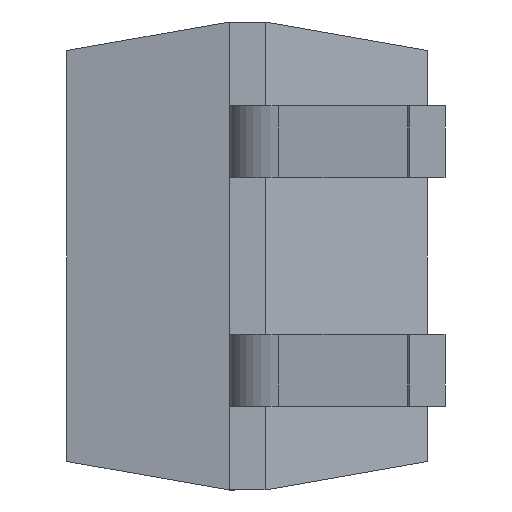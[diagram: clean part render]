
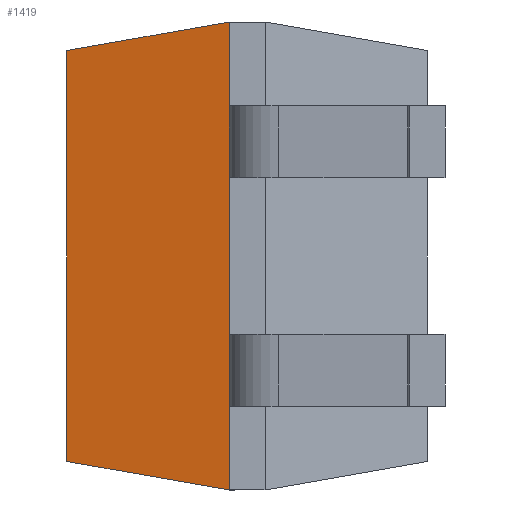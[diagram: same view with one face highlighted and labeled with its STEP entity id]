
A CAD part, left-side view. The second image highlights one B-rep face of the part: STEP entity #1419.
In plain terms, the highlighted planar face has unit normal (-0.985, 0.174, 0).
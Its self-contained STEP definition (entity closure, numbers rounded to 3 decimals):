
#17 = CARTESIAN_POINT ( 'NONE',  ( -2.2, 1.2, -1.82 ) ) ;
#54 = EDGE_LOOP ( 'NONE', ( #1518, #199, #739, #2116 ) ) ;
#66 = VECTOR ( 'NONE', #1339, 1000. ) ;
#199 = ORIENTED_EDGE ( 'NONE', *, *, #473, .T. ) ;
#221 = CARTESIAN_POINT ( 'NONE',  ( -2.2, 1.2, 1.3 ) ) ;
#230 = VERTEX_POINT ( 'NONE', #221 ) ;
#351 = DIRECTION ( 'NONE',  ( 0., 0., 1. ) ) ;
#358 = CARTESIAN_POINT ( 'NONE',  ( -2.041, 2.1, -1.82 ) ) ;
#374 = DIRECTION ( 'NONE',  ( -0.174, -0.985, 0. ) ) ;
#420 = EDGE_CURVE ( 'NONE', #1649, #771, #811, .T. ) ;
#473 = EDGE_CURVE ( 'NONE', #1705, #230, #1091, .T. ) ;
#509 = DIRECTION ( 'NONE',  ( -0.171, -0.97, -0.171 ) ) ;
#614 = VECTOR ( 'NONE', #351, 1000. ) ;
#643 = FACE_OUTER_BOUND ( 'NONE', #54, .T. ) ;
#655 = DIRECTION ( 'NONE',  ( -0.985, 0.174, 0. ) ) ;
#704 = CARTESIAN_POINT ( 'NONE',  ( -2.2, 1.2, 1.3 ) ) ;
#739 = ORIENTED_EDGE ( 'NONE', *, *, #1546, .T. ) ;
#771 = VERTEX_POINT ( 'NONE', #1177 ) ;
#811 = LINE ( 'NONE', #358, #2033 ) ;
#1091 = LINE ( 'NONE', #704, #614 ) ;
#1107 = LINE ( 'NONE', #2185, #66 ) ;
#1177 = CARTESIAN_POINT ( 'NONE',  ( -2.041, 2.1, -1.141 ) ) ;
#1292 = EDGE_CURVE ( 'NONE', #771, #1705, #2275, .T. ) ;
#1339 = DIRECTION ( 'NONE',  ( 0.171, 0.97, -0.171 ) ) ;
#1412 = PLANE ( 'NONE',  #2262 ) ;
#1419 = ADVANCED_FACE ( 'NONE', ( #643 ), #1412, .T. ) ;
#1518 = ORIENTED_EDGE ( 'NONE', *, *, #1292, .T. ) ;
#1546 = EDGE_CURVE ( 'NONE', #230, #1649, #1107, .T. ) ;
#1649 = VERTEX_POINT ( 'NONE', #1880 ) ;
#1705 = VERTEX_POINT ( 'NONE', #1734 ) ;
#1734 = CARTESIAN_POINT ( 'NONE',  ( -2.2, 1.2, -1.3 ) ) ;
#1880 = CARTESIAN_POINT ( 'NONE',  ( -2.041, 2.1, 1.141 ) ) ;
#1936 = DIRECTION ( 'NONE',  ( 0., 0., -1. ) ) ;
#2033 = VECTOR ( 'NONE', #1936, 1000. ) ;
#2060 = CARTESIAN_POINT ( 'NONE',  ( -2.041, 2.1, -1.141 ) ) ;
#2116 = ORIENTED_EDGE ( 'NONE', *, *, #420, .T. ) ;
#2185 = CARTESIAN_POINT ( 'NONE',  ( -2.2, 1.2, 1.3 ) ) ;
#2262 = AXIS2_PLACEMENT_3D ( 'NONE', #17, #655, #374 ) ;
#2275 = LINE ( 'NONE', #2060, #2304 ) ;
#2304 = VECTOR ( 'NONE', #509, 1000. ) ;
